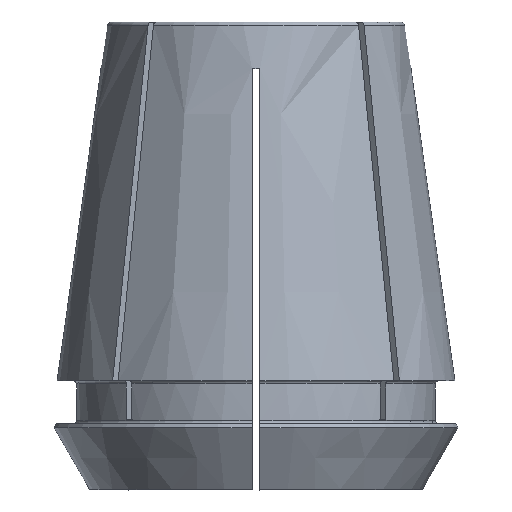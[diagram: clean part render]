
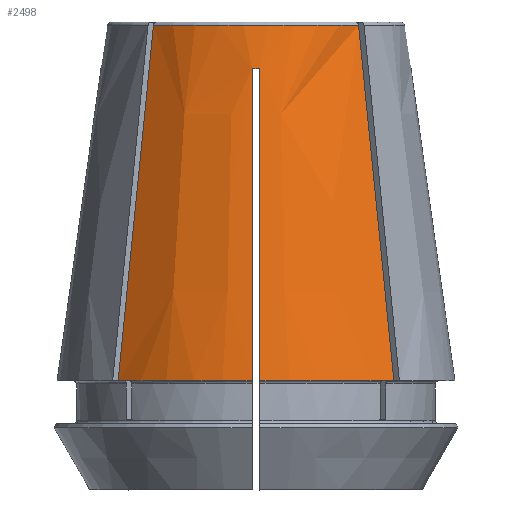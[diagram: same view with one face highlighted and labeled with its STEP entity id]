
A CAD part, front view. The second image highlights one B-rep face of the part: STEP entity #2498.
In plain terms, the highlighted conical face has half-angle 8 degrees and reference radius 19.035 mm.
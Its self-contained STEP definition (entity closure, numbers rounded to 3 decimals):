
#20=CONICAL_SURFACE('',#2667,19.035,0.14);
#472=CIRCLE('',#2668,25.5);
#473=CIRCLE('',#2669,19.096);
#474=CIRCLE('',#2670,25.5);
#475=CIRCLE('',#2671,19.878);
#635=ORIENTED_EDGE('',*,*,#1450,.T.);
#636=ORIENTED_EDGE('',*,*,#1451,.T.);
#637=ORIENTED_EDGE('',*,*,#1452,.F.);
#638=ORIENTED_EDGE('',*,*,#1453,.T.);
#639=ORIENTED_EDGE('',*,*,#1454,.T.);
#640=ORIENTED_EDGE('',*,*,#1455,.F.);
#641=ORIENTED_EDGE('',*,*,#1456,.F.);
#642=ORIENTED_EDGE('',*,*,#1457,.T.);
#1450=EDGE_CURVE('',#1857,#1858,#472,.T.);
#1451=EDGE_CURVE('',#1858,#1859,#2094,.T.);
#1452=EDGE_CURVE('',#1860,#1859,#473,.T.);
#1453=EDGE_CURVE('',#1860,#1861,#2095,.T.);
#1454=EDGE_CURVE('',#1861,#1862,#474,.T.);
#1455=EDGE_CURVE('',#1863,#1862,#2096,.T.);
#1456=EDGE_CURVE('',#1864,#1863,#475,.T.);
#1457=EDGE_CURVE('',#1864,#1857,#2097,.T.);
#1857=VERTEX_POINT('',#3733);
#1858=VERTEX_POINT('',#3734);
#1859=VERTEX_POINT('',#3739);
#1860=VERTEX_POINT('',#3741);
#1861=VERTEX_POINT('',#3749);
#1862=VERTEX_POINT('',#3751);
#1863=VERTEX_POINT('',#3759);
#1864=VERTEX_POINT('',#3761);
#2094=B_SPLINE_CURVE_WITH_KNOTS('',3,(#3735,#3736,#3737,#3738),
 .UNSPECIFIED.,.F.,.F.,(4,4),(0.,0.046),
 .UNSPECIFIED.);
#2095=B_SPLINE_CURVE_WITH_KNOTS('',3,(#3742,#3743,#3744,#3745,#3746,#3747,
#3748),.UNSPECIFIED.,.F.,.F.,(4,3,4),(0.,0.034,
0.046),.UNSPECIFIED.);
#2096=B_SPLINE_CURVE_WITH_KNOTS('',3,(#3752,#3753,#3754,#3755,#3756,#3757,
#3758),.UNSPECIFIED.,.F.,.F.,(4,3,4),(0.031,0.036,
0.072),.UNSPECIFIED.);
#2097=B_SPLINE_CURVE_WITH_KNOTS('',3,(#3762,#3763,#3764,#3765,#3766,#3767,
#3768),.UNSPECIFIED.,.F.,.F.,(4,3,4),(0.031,0.036,
0.072),.UNSPECIFIED.);
#2202=EDGE_LOOP('',(#635,#636,#637,#638,#639,#640,#641,#642));
#2338=FACE_BOUND('',#2202,.T.);
#2498=ADVANCED_FACE('',(#2338),#20,.T.);
#2667=AXIS2_PLACEMENT_3D('',#3731,#2991,#2992);
#2668=AXIS2_PLACEMENT_3D('',#3732,#2993,#2994);
#2669=AXIS2_PLACEMENT_3D('',#3740,#2995,#2996);
#2670=AXIS2_PLACEMENT_3D('',#3750,#2997,#2998);
#2671=AXIS2_PLACEMENT_3D('',#3760,#2999,#3000);
#2991=DIRECTION('',(0.,0.,-1.));
#2992=DIRECTION('',(-1.,0.,0.));
#2993=DIRECTION('',(0.,0.,1.));
#2994=DIRECTION('',(1.,0.,0.));
#2995=DIRECTION('',(0.,0.,1.));
#2996=DIRECTION('',(1.,0.,0.));
#2997=DIRECTION('',(0.,0.,1.));
#2998=DIRECTION('',(1.,0.,0.));
#2999=DIRECTION('',(0.,0.,-1.));
#3000=DIRECTION('',(-1.,0.,0.));
#3731=CARTESIAN_POINT('',(0.,0.,51.5));
#3732=CARTESIAN_POINT('',(0.,0.,5.5));
#3733=CARTESIAN_POINT('',(0.5,-25.495,5.5));
#3734=CARTESIAN_POINT('',(17.674,-18.381,5.5));
#3735=CARTESIAN_POINT('',(17.674,-18.381,5.5));
#3736=CARTESIAN_POINT('',(16.164,-16.871,20.69));
#3737=CARTESIAN_POINT('',(14.654,-15.362,35.88));
#3738=CARTESIAN_POINT('',(13.144,-13.852,51.07));
#3739=CARTESIAN_POINT('',(13.144,-13.852,51.07));
#3740=CARTESIAN_POINT('',(0.,0.,51.07));
#3741=CARTESIAN_POINT('',(-13.144,-13.852,51.07));
#3742=CARTESIAN_POINT('',(-13.144,-13.852,51.07));
#3743=CARTESIAN_POINT('',(-14.245,-14.952,40.003));
#3744=CARTESIAN_POINT('',(-15.345,-16.052,28.937));
#3745=CARTESIAN_POINT('',(-16.445,-17.152,17.871));
#3746=CARTESIAN_POINT('',(-16.854,-17.562,13.747));
#3747=CARTESIAN_POINT('',(-17.264,-17.971,9.624));
#3748=CARTESIAN_POINT('',(-17.674,-18.381,5.5));
#3749=CARTESIAN_POINT('',(-17.674,-18.381,5.5));
#3750=CARTESIAN_POINT('',(0.,0.,5.5));
#3751=CARTESIAN_POINT('',(-0.5,-25.495,5.5));
#3752=CARTESIAN_POINT('',(-0.5,-19.872,45.5));
#3753=CARTESIAN_POINT('',(-0.5,-20.103,43.855));
#3754=CARTESIAN_POINT('',(-0.5,-20.335,42.21));
#3755=CARTESIAN_POINT('',(-0.5,-20.566,40.565));
#3756=CARTESIAN_POINT('',(-0.5,-22.209,28.877));
#3757=CARTESIAN_POINT('',(-0.5,-23.852,17.188));
#3758=CARTESIAN_POINT('',(-0.5,-25.495,5.5));
#3759=CARTESIAN_POINT('',(-0.5,-19.872,45.5));
#3760=CARTESIAN_POINT('',(0.,0.,45.5));
#3761=CARTESIAN_POINT('',(0.5,-19.872,45.5));
#3762=CARTESIAN_POINT('',(0.5,-19.872,45.5));
#3763=CARTESIAN_POINT('',(0.5,-20.103,43.855));
#3764=CARTESIAN_POINT('',(0.5,-20.335,42.21));
#3765=CARTESIAN_POINT('',(0.5,-20.566,40.565));
#3766=CARTESIAN_POINT('',(0.5,-22.209,28.877));
#3767=CARTESIAN_POINT('',(0.5,-23.852,17.188));
#3768=CARTESIAN_POINT('',(0.5,-25.495,5.5));
